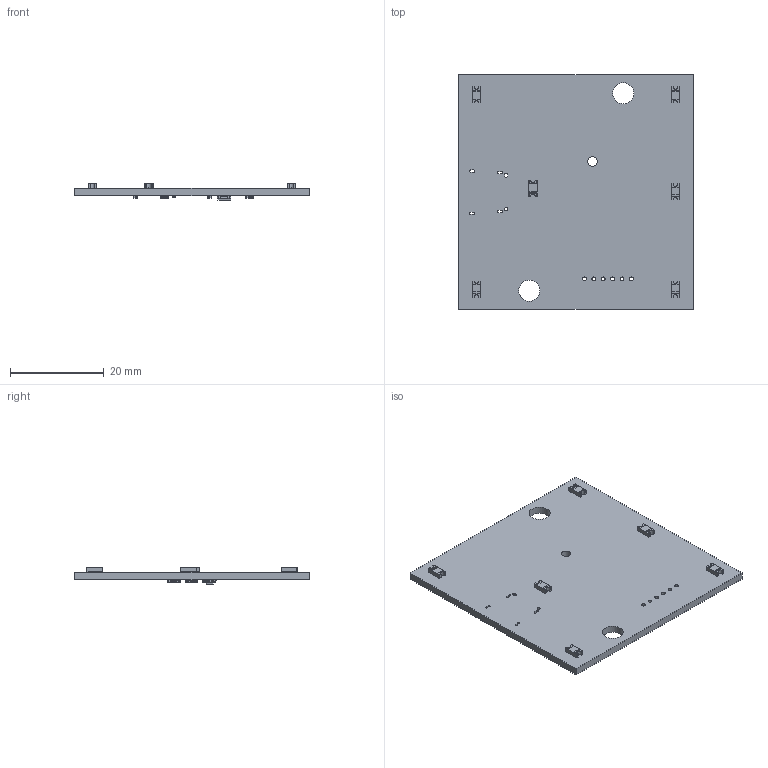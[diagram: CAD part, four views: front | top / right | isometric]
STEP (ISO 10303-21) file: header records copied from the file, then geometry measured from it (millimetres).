
FILE_DESCRIPTION(('KiCad electronic assembly'),'2;1');
FILE_NAME('v1.step','2023-11-20T21:06:49',('Pcbnew'),('Kicad'), 'Open CASCADE STEP processor 7.7','KiCad to STEP converter','Unknown' );
FILE_SCHEMA(('AUTOMOTIVE_DESIGN { 1 0 10303 214 1 1 1 1 }'));
Length unit declared in the file: millimetre
Products named in the file (10): v1 1; D_1206_3216Metric; SOLID; C_0201_0603Metric; R_0603_1608Metric; TSOT-23; v1 PCB
Assembly tree (25 placements, depth 3):
  v1 1
    D_1206_3216Metric  x6
      SOLID
    C_0201_0603Metric  x2
      SOLID
    R_0603_1608Metric  x11
      SOLID
    TSOT-23
      SOLID
    v1 PCB
Bounding box: 50 x 50 x 3.61 mm (x, y, z)
Volume: 3975.2 mm3; surface area: 5548.7 mm2
Topology: 21 solids, 21 shells, 763 faces, 2053 edges, 1342 vertices
Faces by surface type: plane 518, cylinder 218, bspline 27
Full cylindrical faces by diameter (mm): 0.65 x1, 0.8 x6, 2 x1, 4.5 x2
Entity records: 20522 total; most frequent: CARTESIAN_POINT 4277, DIRECTION 2594, LINE 1784, VECTOR 1784, ORIENTED_EDGE 1522, PCURVE 1522, DEFINITIONAL_REPRESENTATION 1522, EDGE_CURVE 761
